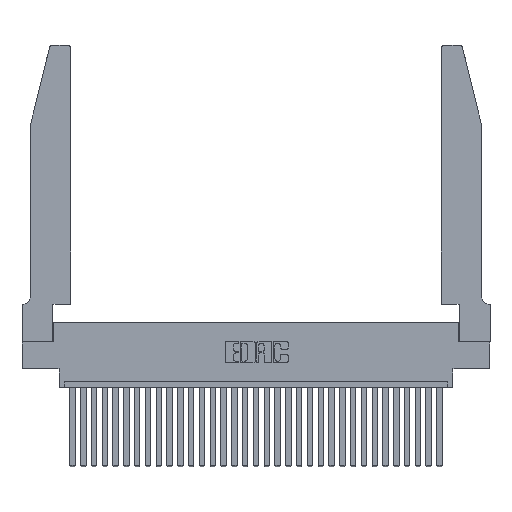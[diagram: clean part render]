
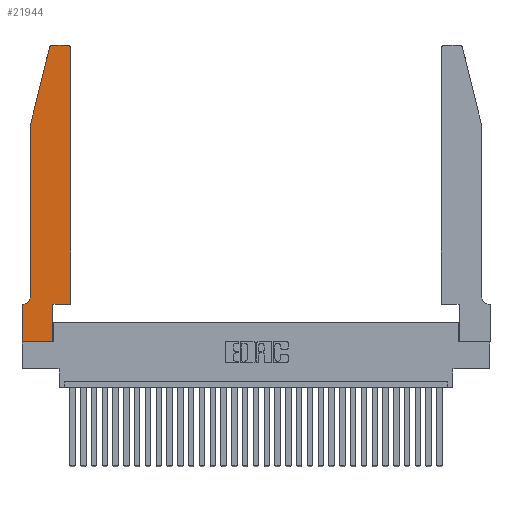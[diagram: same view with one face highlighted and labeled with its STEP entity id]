
A CAD part, top view. The second image highlights one B-rep face of the part: STEP entity #21944.
In plain terms, the highlighted planar face has unit normal (0, 0, 1).
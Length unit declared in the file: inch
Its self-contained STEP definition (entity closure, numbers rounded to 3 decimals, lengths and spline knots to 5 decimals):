
#147 = VECTOR ( 'NONE', #4102, 39.37008 ) ;
#974 = ORIENTED_EDGE ( 'NONE', *, *, #19470, .T. ) ;
#999 = CARTESIAN_POINT ( 'NONE',  ( 0., 0., 0.37 ) ) ;
#1057 = LINE ( 'NONE', #999, #19957 ) ;
#1676 = EDGE_CURVE ( 'NONE', #20059, #9406, #23417, .T. ) ;
#2407 = EDGE_LOOP ( 'NONE', ( #9922, #16996, #30729, #29683, #3676, #974, #20755, #8986, #9626, #2734, #14944, #29313 ) ) ;
#2734 = ORIENTED_EDGE ( 'NONE', *, *, #22959, .T. ) ;
#3109 = VERTEX_POINT ( 'NONE', #31312 ) ;
#3317 = CARTESIAN_POINT ( 'NONE',  ( 0.284, 2.75, 0.37 ) ) ;
#3676 = ORIENTED_EDGE ( 'NONE', *, *, #29834, .T. ) ;
#3910 = VECTOR ( 'NONE', #22434, 39.37008 ) ;
#4102 = DIRECTION ( 'NONE',  ( 0., 1., 0. ) ) ;
#4184 = EDGE_CURVE ( 'NONE', #9961, #30584, #4337, .T. ) ;
#4230 = VECTOR ( 'NONE', #31598, 39.37008 ) ;
#4301 = LINE ( 'NONE', #21773, #26755 ) ;
#4337 = LINE ( 'NONE', #4365, #29841 ) ;
#4365 = CARTESIAN_POINT ( 'NONE',  ( 0.0755, 2., 0.37 ) ) ;
#4916 = VERTEX_POINT ( 'NONE', #6830 ) ;
#6322 = VERTEX_POINT ( 'NONE', #18198 ) ;
#6354 = CARTESIAN_POINT ( 'NONE',  ( 0., 0., 0.37 ) ) ;
#6830 = CARTESIAN_POINT ( 'NONE',  ( 0.2865, 0., 0.37 ) ) ;
#6861 = DIRECTION ( 'NONE',  ( -0.239, -0.971, 0. ) ) ;
#7351 = VECTOR ( 'NONE', #15326, 39.37008 ) ;
#7429 = CARTESIAN_POINT ( 'NONE',  ( 0.0755, 0.42, 0.37 ) ) ;
#7714 = CARTESIAN_POINT ( 'NONE',  ( 0.4505, 0.35, 0.37 ) ) ;
#7887 = AXIS2_PLACEMENT_3D ( 'NONE', #22171, #17302, #17089 ) ;
#8063 = EDGE_CURVE ( 'NONE', #17246, #4916, #1057, .T. ) ;
#8141 = LINE ( 'NONE', #12739, #7351 ) ;
#8159 = LINE ( 'NONE', #19086, #3910 ) ;
#8163 = CARTESIAN_POINT ( 'NONE',  ( 0.0755, 2., 0.37 ) ) ;
#8538 = DIRECTION ( 'NONE',  ( 1., 0., 0. ) ) ;
#8986 = ORIENTED_EDGE ( 'NONE', *, *, #8063, .T. ) ;
#9406 = VERTEX_POINT ( 'NONE', #3317 ) ;
#9565 = CARTESIAN_POINT ( 'NONE',  ( 0.4505, 0.35, 0.37 ) ) ;
#9626 = ORIENTED_EDGE ( 'NONE', *, *, #18583, .T. ) ;
#9922 = ORIENTED_EDGE ( 'NONE', *, *, #1676, .T. ) ;
#9933 = DIRECTION ( 'NONE',  ( 0., 0., -1. ) ) ;
#9961 = VERTEX_POINT ( 'NONE', #22761 ) ;
#12739 = CARTESIAN_POINT ( 'NONE',  ( 0., 0., 0.37 ) ) ;
#13089 = CARTESIAN_POINT ( 'NONE',  ( 0., 0.35, 0.37 ) ) ;
#13090 = DIRECTION ( 'NONE',  ( 0., 0., 1. ) ) ;
#13102 = EDGE_CURVE ( 'NONE', #29643, #17246, #8141, .T. ) ;
#13539 = CARTESIAN_POINT ( 'NONE',  ( 0.4205, 2.72, 0.37 ) ) ;
#14155 = CIRCLE ( 'NONE', #7887, 0.03 ) ;
#14557 = DIRECTION ( 'NONE',  ( 1., 0., 0. ) ) ;
#14589 = DIRECTION ( 'NONE',  ( 1., 0., 0. ) ) ;
#14910 = DIRECTION ( 'NONE',  ( -1., 0., 0. ) ) ;
#14944 = ORIENTED_EDGE ( 'NONE', *, *, #23952, .T. ) ;
#15180 = LINE ( 'NONE', #21177, #147 ) ;
#15326 = DIRECTION ( 'NONE',  ( 0., -1., 0. ) ) ;
#15630 = CARTESIAN_POINT ( 'NONE',  ( 0.2605, 2.75, 0.37 ) ) ;
#15817 = CIRCLE ( 'NONE', #20545, 0.07 ) ;
#16824 = VECTOR ( 'NONE', #18016, 39.37008 ) ;
#16996 = ORIENTED_EDGE ( 'NONE', *, *, #21708, .T. ) ;
#17089 = DIRECTION ( 'NONE',  ( 1., 0., 0. ) ) ;
#17246 = VERTEX_POINT ( 'NONE', #6354 ) ;
#17302 = DIRECTION ( 'NONE',  ( 0., 0., 1. ) ) ;
#17774 = LINE ( 'NONE', #29115, #4230 ) ;
#18016 = DIRECTION ( 'NONE',  ( -1., 0., 0. ) ) ;
#18198 = CARTESIAN_POINT ( 'NONE',  ( 0.2865, 0.35, 0.37 ) ) ;
#18583 = EDGE_CURVE ( 'NONE', #4916, #6322, #8159, .T. ) ;
#19086 = CARTESIAN_POINT ( 'NONE',  ( 0.2865, 0.35, 0.37 ) ) ;
#19470 = EDGE_CURVE ( 'NONE', #3109, #29643, #17774, .T. ) ;
#19749 = CARTESIAN_POINT ( 'NONE',  ( 0.0055, 0.42, 0.37 ) ) ;
#19957 = VECTOR ( 'NONE', #14589, 39.37008 ) ;
#20059 = VERTEX_POINT ( 'NONE', #26033 ) ;
#20410 = PLANE ( 'NONE',  #30484 ) ;
#20545 = AXIS2_PLACEMENT_3D ( 'NONE', #19749, #9933, #14910 ) ;
#20755 = ORIENTED_EDGE ( 'NONE', *, *, #13102, .T. ) ;
#21177 = CARTESIAN_POINT ( 'NONE',  ( 0.4505, 0.35, 0.37 ) ) ;
#21304 = CARTESIAN_POINT ( 'NONE',  ( 0.4505, 2.72, 0.37 ) ) ;
#21708 = EDGE_CURVE ( 'NONE', #9406, #9961, #14155, .T. ) ;
#21773 = CARTESIAN_POINT ( 'NONE',  ( 0.0755, 2., 0.37 ) ) ;
#21944 = ADVANCED_FACE ( 'NONE', ( #24610 ), #20410, .T. ) ;
#22171 = CARTESIAN_POINT ( 'NONE',  ( 0.284, 2.72, 0.37 ) ) ;
#22384 = VERTEX_POINT ( 'NONE', #7714 ) ;
#22434 = DIRECTION ( 'NONE',  ( 0., 1., 0. ) ) ;
#22761 = CARTESIAN_POINT ( 'NONE',  ( 0.25487, 2.72718, 0.37 ) ) ;
#22959 = EDGE_CURVE ( 'NONE', #6322, #22384, #23783, .T. ) ;
#23417 = LINE ( 'NONE', #15630, #16824 ) ;
#23783 = LINE ( 'NONE', #9565, #24195 ) ;
#23795 = CIRCLE ( 'NONE', #27761, 0.03 ) ;
#23929 = CARTESIAN_POINT ( 'NONE',  ( 0., 0.35, 0.37 ) ) ;
#23952 = EDGE_CURVE ( 'NONE', #22384, #25906, #15180, .T. ) ;
#24195 = VECTOR ( 'NONE', #14557, 39.37008 ) ;
#24290 = DIRECTION ( 'NONE',  ( 0., -1., 0. ) ) ;
#24610 = FACE_OUTER_BOUND ( 'NONE', #2407, .T. ) ;
#25906 = VERTEX_POINT ( 'NONE', #21304 ) ;
#26033 = CARTESIAN_POINT ( 'NONE',  ( 0.4205, 2.75, 0.37 ) ) ;
#26433 = EDGE_CURVE ( 'NONE', #25906, #20059, #23795, .T. ) ;
#26755 = VECTOR ( 'NONE', #24290, 39.37008 ) ;
#27445 = DIRECTION ( 'NONE',  ( 0., 0., 1. ) ) ;
#27761 = AXIS2_PLACEMENT_3D ( 'NONE', #13539, #13090, #8538 ) ;
#29053 = EDGE_CURVE ( 'NONE', #30584, #31690, #4301, .T. ) ;
#29115 = CARTESIAN_POINT ( 'NONE',  ( 0.0755, 0.35, 0.37 ) ) ;
#29313 = ORIENTED_EDGE ( 'NONE', *, *, #26433, .T. ) ;
#29643 = VERTEX_POINT ( 'NONE', #23929 ) ;
#29683 = ORIENTED_EDGE ( 'NONE', *, *, #29053, .T. ) ;
#29834 = EDGE_CURVE ( 'NONE', #31690, #3109, #15817, .T. ) ;
#29841 = VECTOR ( 'NONE', #6861, 39.37008 ) ;
#29935 = DIRECTION ( 'NONE',  ( 1., 0., 0. ) ) ;
#30484 = AXIS2_PLACEMENT_3D ( 'NONE', #13089, #27445, #29935 ) ;
#30584 = VERTEX_POINT ( 'NONE', #8163 ) ;
#30729 = ORIENTED_EDGE ( 'NONE', *, *, #4184, .T. ) ;
#31312 = CARTESIAN_POINT ( 'NONE',  ( 0.0055, 0.35, 0.37 ) ) ;
#31598 = DIRECTION ( 'NONE',  ( -1., 0., 0. ) ) ;
#31690 = VERTEX_POINT ( 'NONE', #7429 ) ;
